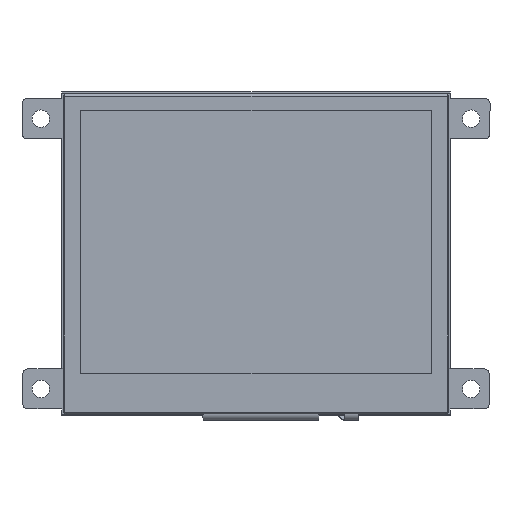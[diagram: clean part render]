
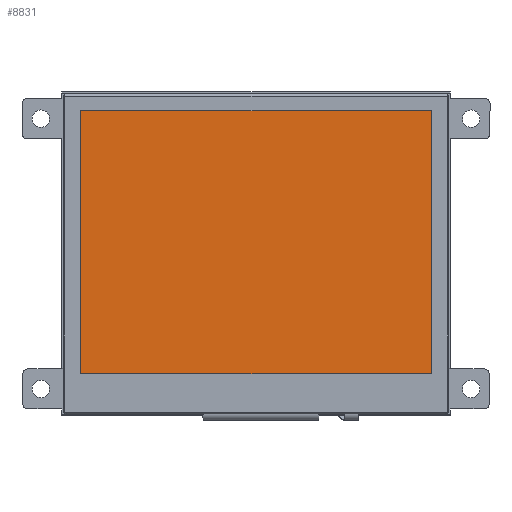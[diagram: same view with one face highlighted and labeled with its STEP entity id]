
A CAD part, top view. The second image highlights one B-rep face of the part: STEP entity #8831.
In plain terms, the highlighted planar face has unit normal (0, 0, 1).
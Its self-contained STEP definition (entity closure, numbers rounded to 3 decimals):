
#251=PLANE('',#9590);
#680=FACE_OUTER_BOUND('',#1149,.T.);
#1149=EDGE_LOOP('',(#6970,#6971,#6972,#6973));
#1752=LINE('',#13372,#2837);
#1755=LINE('',#13377,#2840);
#1757=LINE('',#13381,#2842);
#1758=LINE('',#13383,#2843);
#2837=VECTOR('',#10934,10.);
#2840=VECTOR('',#10939,10.);
#2842=VECTOR('',#10943,10.);
#2843=VECTOR('',#10946,10.);
#4119=VERTEX_POINT('',#13369);
#4120=VERTEX_POINT('',#13371);
#4121=VERTEX_POINT('',#13375);
#4122=VERTEX_POINT('',#13379);
#5152=EDGE_CURVE('',#4119,#4120,#1752,.T.);
#5155=EDGE_CURVE('',#4121,#4119,#1755,.T.);
#5157=EDGE_CURVE('',#4122,#4121,#1757,.T.);
#5158=EDGE_CURVE('',#4120,#4122,#1758,.T.);
#6970=ORIENTED_EDGE('',*,*,#5158,.F.);
#6971=ORIENTED_EDGE('',*,*,#5152,.F.);
#6972=ORIENTED_EDGE('',*,*,#5155,.F.);
#6973=ORIENTED_EDGE('',*,*,#5157,.F.);
#8831=ADVANCED_FACE('',(#680),#251,.F.);
#9590=AXIS2_PLACEMENT_3D('',#13384,#10947,#10948);
#10934=DIRECTION('',(0.,-1.,0.));
#10939=DIRECTION('',(1.,0.,0.));
#10943=DIRECTION('',(0.,1.,0.));
#10946=DIRECTION('',(-1.,0.,0.));
#10947=DIRECTION('center_axis',(0.,0.,-1.));
#10948=DIRECTION('ref_axis',(-1.,0.,0.));
#13369=CARTESIAN_POINT('',(74.603,61.413,2.96));
#13371=CARTESIAN_POINT('',(74.603,8.853,2.96));
#13372=CARTESIAN_POINT('',(74.603,8.853,2.96));
#13375=CARTESIAN_POINT('',(4.523,61.413,2.96));
#13377=CARTESIAN_POINT('',(74.603,61.413,2.96));
#13379=CARTESIAN_POINT('',(4.523,8.853,2.96));
#13381=CARTESIAN_POINT('',(4.523,61.413,2.96));
#13383=CARTESIAN_POINT('',(4.523,8.853,2.96));
#13384=CARTESIAN_POINT('Origin',(39.563,35.133,2.96));
